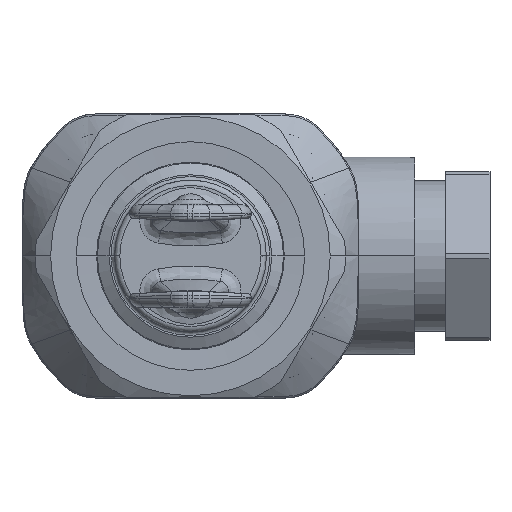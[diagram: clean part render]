
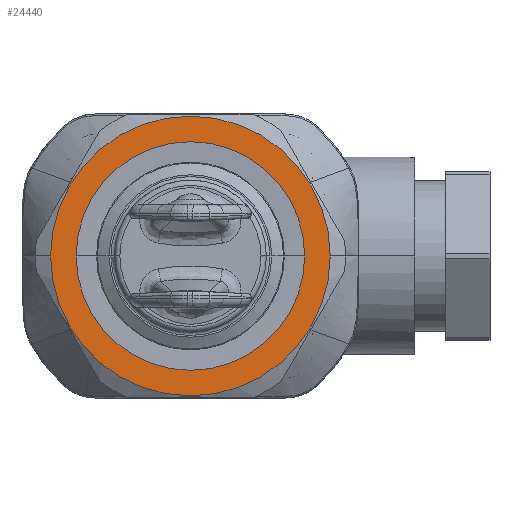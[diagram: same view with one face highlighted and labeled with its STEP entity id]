
A CAD part, front view. The second image highlights one B-rep face of the part: STEP entity #24440.
In plain terms, the highlighted planar face has unit normal (0, -1, 0).
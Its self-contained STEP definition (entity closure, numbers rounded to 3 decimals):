
#2260=CARTESIAN_POINT('',(8.516,-57.568,
-13.7));
#2261=DIRECTION('',(0.,1.,0.));
#2262=DIRECTION('',(-1.,0.,0.));
#2263=AXIS2_PLACEMENT_3D('',#2260,#2261,#2262);
#2268=CARTESIAN_POINT('',(8.516,-57.568,
-13.7));
#2269=DIRECTION('',(0.,1.,0.));
#2270=DIRECTION('',(1.,0.,0.));
#2271=AXIS2_PLACEMENT_3D('',#2268,#2269,#2270);
#2276=CARTESIAN_POINT('',(8.516,-57.568,
-13.7));
#2277=DIRECTION('',(0.,-1.,0.));
#2278=DIRECTION('',(1.,0.,0.));
#2279=AXIS2_PLACEMENT_3D('',#2276,#2277,#2278);
#2284=CARTESIAN_POINT('',(8.516,-57.568,
-13.7));
#2285=DIRECTION('',(0.,-1.,0.));
#2286=DIRECTION('',(-1.,0.,0.));
#2287=AXIS2_PLACEMENT_3D('',#2284,#2285,#2286);
#20526=CARTESIAN_POINT('',(21.391,-57.568,
-13.7));
#20527=VERTEX_POINT('',#20526);
#20528=CARTESIAN_POINT('',(-4.359,-57.568,
-13.7));
#20529=VERTEX_POINT('',#20528);
#20530=CARTESIAN_POINT('',(-7.234,-57.568,
-13.7));
#20531=CARTESIAN_POINT('',(24.266,-57.568,
-13.7));
#20532=VERTEX_POINT('',#20530);
#20533=VERTEX_POINT('',#20531);
#24425=CARTESIAN_POINT('',(8.516,-57.568,
-13.7));
#24426=DIRECTION('',(0.,1.,0.));
#24427=DIRECTION('',(-1.,0.,0.));
#24428=AXIS2_PLACEMENT_3D('',#24425,#24426,#24427);
#24429=PLANE('',#24428);
#24431=ORIENTED_EDGE('',*,*,#24430,.T.);
#24433=ORIENTED_EDGE('',*,*,#24432,.T.);
#24434=EDGE_LOOP('',(#24431,#24433));
#24435=FACE_OUTER_BOUND('',#24434,.F.);
#24436=ORIENTED_EDGE('',*,*,#24407,.T.);
#24437=ORIENTED_EDGE('',*,*,#24392,.T.);
#24438=EDGE_LOOP('',(#24436,#24437));
#24439=FACE_BOUND('',#24438,.F.);
#24440=ADVANCED_FACE('',(#24435,#24439),#24429,.F.);
#2264=CIRCLE('',#2263,15.75);
#2272=CIRCLE('',#2271,15.75);
#2280=CIRCLE('',#2279,12.875);
#2288=CIRCLE('',#2287,12.875);
#24392=EDGE_CURVE('',#20529,#20527,#2288,.T.);
#24407=EDGE_CURVE('',#20527,#20529,#2280,.T.);
#24430=EDGE_CURVE('',#20532,#20533,#2264,.T.);
#24432=EDGE_CURVE('',#20533,#20532,#2272,.T.);
